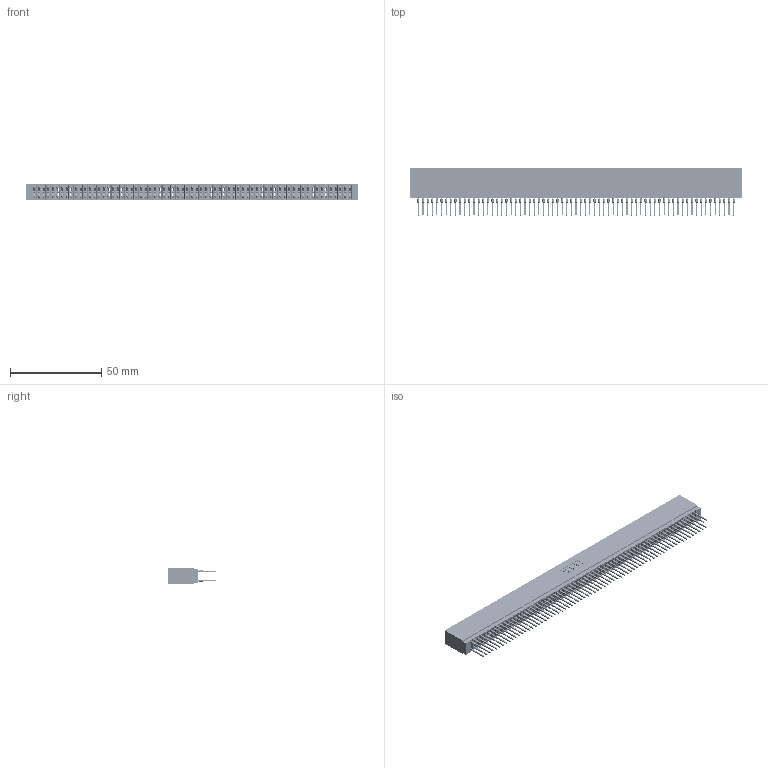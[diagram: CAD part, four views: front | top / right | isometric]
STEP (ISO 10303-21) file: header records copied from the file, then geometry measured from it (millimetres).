
FILE_DESCRIPTION (( 'STEP AP203' ), '1' );
FILE_NAME ('745-138-522-201.STEP', '2020-09-14T21:03:22', ( '' ), ( '' ), 'SwSTEP 2.0', 'SolidWorks 2020', '' );
FILE_SCHEMA (( 'CONFIG_CONTROL_DESIGN' ));
Products named in the file (3): 745-292-001_522; 745 Part_Insulator Option - 01; 745-138-522-201
Assembly tree (139 placements, depth 2):
  745-138-522-201
    745 Part_Insulator Option - 01
    745-292-001_522  x138
Bounding box: 181.86 x 25.92 x 8.89 mm (x, y, z)
Volume: 16361.5 mm3; surface area: 34364.2 mm2
Topology: 139 solids, 139 shells, 12446 faces, 33447 edges, 21010 vertices
Faces by surface type: plane 6403, bspline 2760, cylinder 2455, torus 828
Entity records: 112483 total; most frequent: CARTESIAN_POINT 20003, ORIENTED_EDGE 19492, DIRECTION 17004, EDGE_CURVE 9746, LINE 9150, VECTOR 9150, VERTEX_POINT 6214, AXIS2_PLACEMENT_3D 3927
